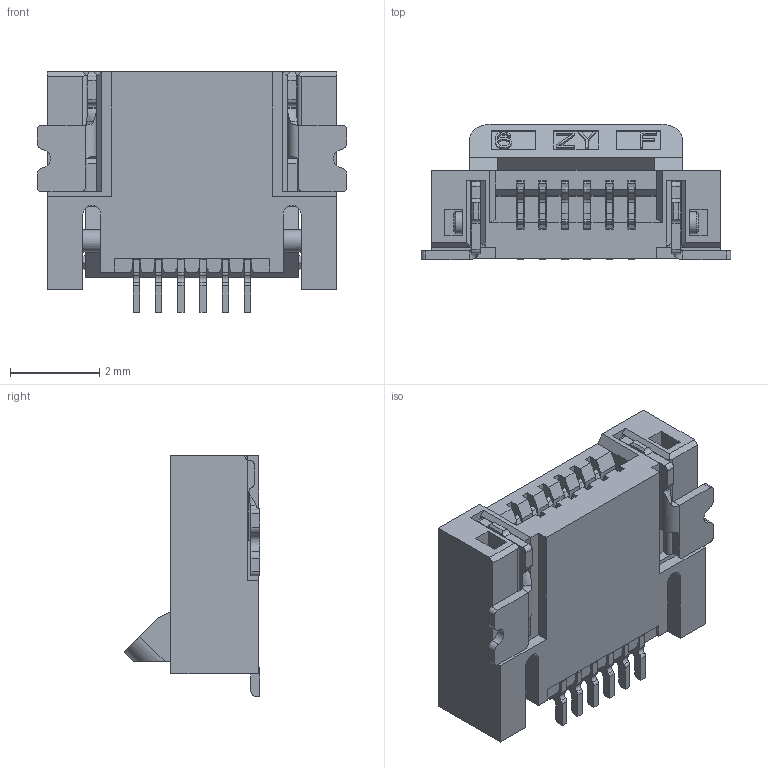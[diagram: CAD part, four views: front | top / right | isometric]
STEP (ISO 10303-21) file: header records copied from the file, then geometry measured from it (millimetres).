
FILE_DESCRIPTION(/* description */ (''),/* implementation_level */ '2;1');
FILE_NAME(/* name */ '5577-06-xx-xx.stp',/* time_stamp */ '2018-04-19T13:08:28+02:00',/* author */ ('Andreas.Larin'),/* organization */ (''),/* preprocessor_version */ 'ST-DEVELOPER v15.6',/* originating_system */ 'Autodesk Inventor 2015',/* authorisation */ '');
FILE_SCHEMA (('AUTOMOTIVE_DESIGN { 1 0 10303 214 3 1 1 }'));
Length unit declared in the file: centimetre
Products named in the file (1): 5577-06-xx-xx
Bounding box: 6.95 x 3.05 x 5.4 mm (x, y, z)
Volume: 45.7 mm3; surface area: 329.5 mm2
Topology: 2 solids, 2 shells, 1144 faces, 3397 edges, 2242 vertices
Faces by surface type: plane 795, cylinder 339, bspline 8, cone 2
Full cylindrical faces by diameter (mm): 0.5 x2
Entity records: 39626 total; most frequent: CARTESIAN_POINT 7583, ORIENTED_EDGE 6794, DIRECTION 6383, EDGE_CURVE 3391, LINE 2641, VECTOR 2641, VERTEX_POINT 2240, AXIS2_PLACEMENT_3D 1871
